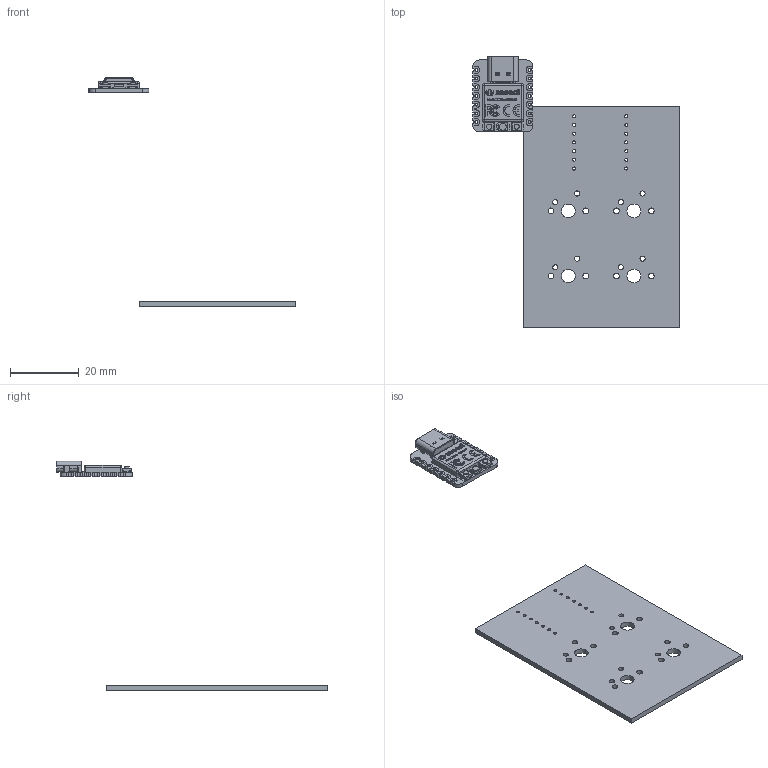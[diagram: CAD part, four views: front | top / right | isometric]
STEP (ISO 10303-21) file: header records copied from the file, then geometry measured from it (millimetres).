
FILE_DESCRIPTION(/* description */ ('KiCad electronic assembly'),/* implementation_level */ '2;1');
FILE_NAME(/* name */ 'rag1 pcb with rp2040-dip.step',/* time_stamp */ '2025-12-02T19:15:59-06:00',/* author */ (''),/* organization */ (''),/* preprocessor_version */ 'ST-DEVELOPER v20.1',/* originating_system */ 'Autodesk Translation Framework v14.21.0.0',/* authorisation */ '');
FILE_SCHEMA (('AUTOMOTIVE_DESIGN { 1 0 10303 214 3 1 1 }'));
Length unit declared in the file: millimetre
Products named in the file (13): 2025-12-03-00-24-50-552; 2025-12-03-00-24-50-553; 2025-12-03-01-08-35-533; 2025-12-03-01-08-35-534; 2025-12-03-01-08-35-535; 2025-12-03-01-08-35-536; 2025-12-03-01-08-35-537; 2025-12-03-01-08-35-538; 2025-12-03-01-08-35-539; 2025-12-03-01-08-35-540; 2025-12-03-01-08-35-541; 2025-12-03-01-08-35-542; 2025-12-03-01-08-35-543
Assembly tree (12 placements, depth 5):
  2025-12-03-00-24-50-552
    2025-12-03-00-24-50-553
    2025-12-03-01-08-35-533
      2025-12-03-01-08-35-534
        2025-12-03-01-08-35-535
        2025-12-03-01-08-35-536
        2025-12-03-01-08-35-537
          2025-12-03-01-08-35-538
          2025-12-03-01-08-35-539
          2025-12-03-01-08-35-540
          2025-12-03-01-08-35-541
          2025-12-03-01-08-35-542
        2025-12-03-01-08-35-543
Bounding box: 60.14 x 78.91 x 66.87 mm (x, y, z)
Volume: 5120.1 mm3; surface area: 8339.9 mm2
Topology: 84 solids, 84 shells, 1277 faces, 3238 edges, 2120 vertices
Faces by surface type: plane 845, cylinder 219, bspline 185, torus 12, sphere 10, cone 6
Full cylindrical faces by diameter (mm): 0.4 x1, 0.5 x2, 0.8 x14, 0.889 x14, 1.5 x10, 1.7 x8, 2 x1, 4 x4
Entity records: 39859 total; most frequent: CARTESIAN_POINT 9111, ORIENTED_EDGE 6460, DIRECTION 5580, EDGE_CURVE 3230, LINE 2402, VECTOR 2402, VERTEX_POINT 2120, AXIS2_PLACEMENT_3D 1589
